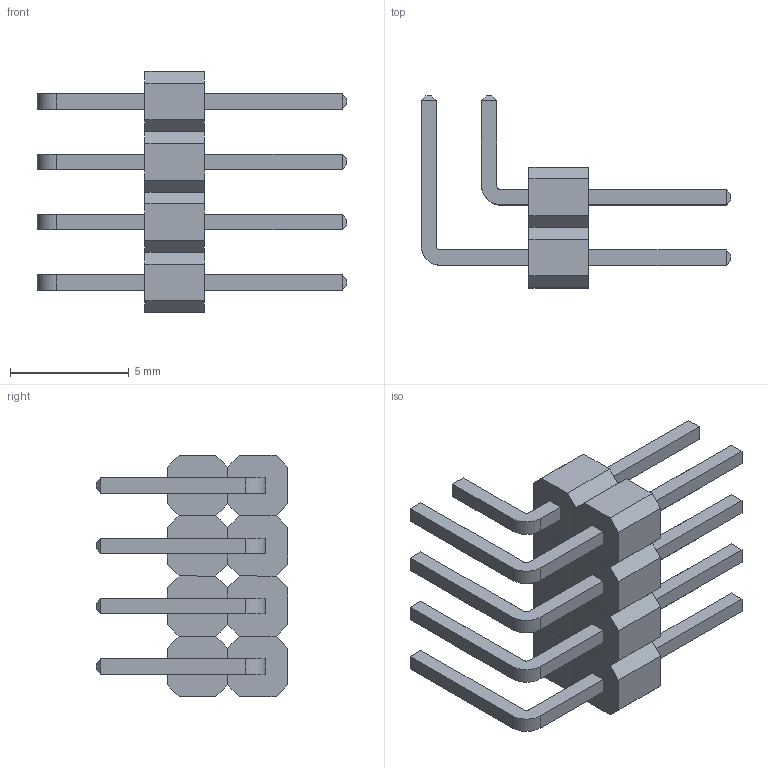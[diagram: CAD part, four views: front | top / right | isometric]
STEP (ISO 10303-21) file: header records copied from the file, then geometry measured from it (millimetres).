
FILE_DESCRIPTION (( 'STEP AP214' ), '1' );
FILE_NAME ('pls_2x4_90_v3.STEP', '2015-01-24T00:27:06', ( 'Team' ), ( '' ), 'SwSTEP 2.0', 'SolidWorks 2012', '' );
FILE_SCHEMA (( 'AUTOMOTIVE_DESIGN' ));
Length unit declared in the file: millimetre
Products named in the file (1): pls_2x4_90_v3
Bounding box: 13.04 x 8.08 x 10.16 mm (x, y, z)
Surface area: 523.2 mm2 (no closed solid volume)
Topology: 0 solids, 16 shells, 191 faces, 489 edges, 320 vertices
Faces by surface type: plane 177, cylinder 14
Entity records: 7684 total; most frequent: CARTESIAN_POINT 1001, DIRECTION 905, ORIENTED_EDGE 892, EDGE_CURVE 489, LINE 457, VECTOR 457, VERTEX_POINT 320, AXIS2_PLACEMENT_3D 224
